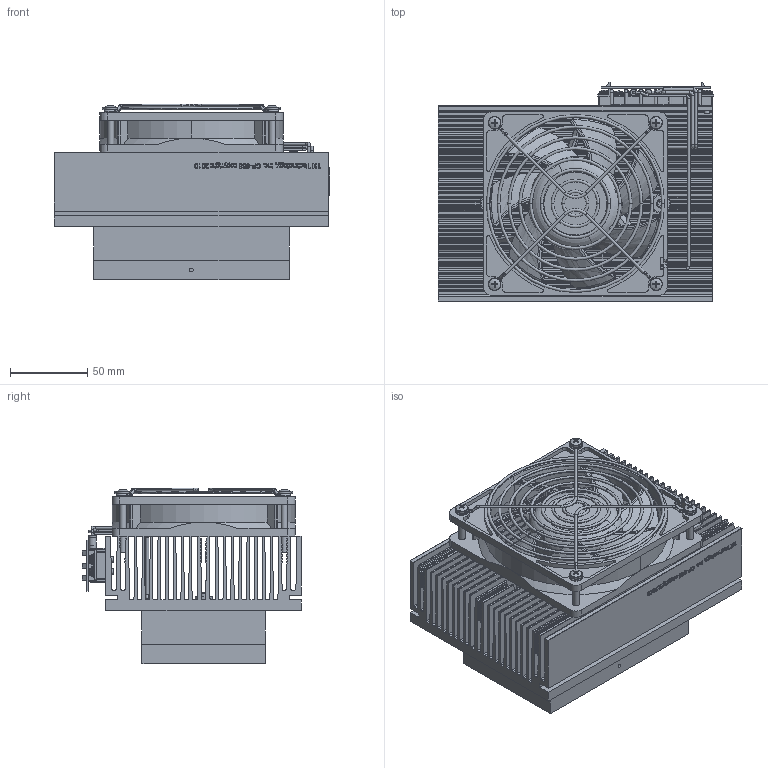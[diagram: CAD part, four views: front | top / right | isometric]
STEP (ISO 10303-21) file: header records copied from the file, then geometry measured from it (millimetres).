
FILE_DESCRIPTION(/* description */ ('Alibre Inc.'),/* implementation_level */ '2;1');
FILE_NAME(/* name */ 'export-38695A5B-A793-4774-80C5-A7E7F674381B',/* time_stamp */ '2021-07-27T17:07:15-04:00',/* author */ (''),/* organization */ (''),/* preprocessor_version */ 'ST-DEVELOPER v17',/* originating_system */ 'Alibre',/* authorisation */ '');
FILE_SCHEMA (('AUTOMOTIVE_DESIGN'));
Length unit declared in the file: inch
Products named in the file (45): sc120_w5_RIB; sc120_w5_RING; sc120_w5; rev E; 12025G_RIBLESS
Bounding box: 178.56 x 142.19 x 113.91 mm (x, y, z)
Volume: 993432 mm3; surface area: 578159.3 mm2
Topology: 132 solids, 132 shells, 3537 faces, 9290 edges, 6102 vertices
Faces by surface type: plane 2094, cylinder 669, bspline 494, torus 178, cone 53, sphere 49
Full cylindrical faces by diameter (mm): 1.422 x10, 1.524 x4, 1.829 x14, 2.459 x2, 2.642 x19, 3.048 x5, 3.242 x4, 3.505 x24, 4.134 x4, 4.166 x10, 4.216 x3, 4.267 x3, 4.318 x4, 4.699 x4, 4.826 x1, 5.588 x3, 5.74 x3, 6.299 x3, 6.35 x3, 6.858 x21, 7.493 x4, 8.179 x4, 9.525 x3, 10.312 x3, 11.125 x3, 12.7 x3
Entity records: 86723 total; most frequent: CARTESIAN_POINT 28646, ORIENTED_EDGE 13208, DIRECTION 9062, EDGE_CURVE 6604, VERTEX_POINT 4408, VECTOR 3458, LINE 3458, AXIS2_PLACEMENT_3D 3421
